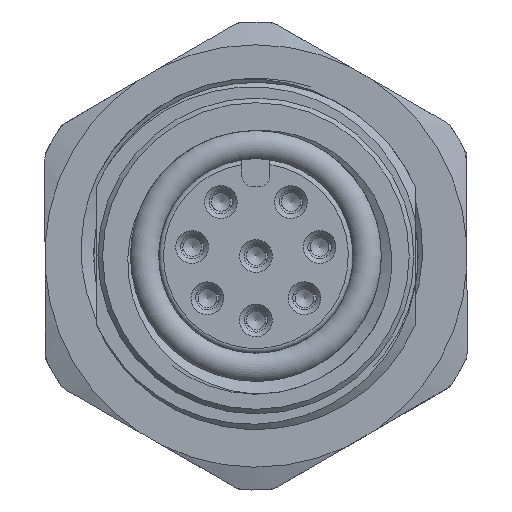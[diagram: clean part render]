
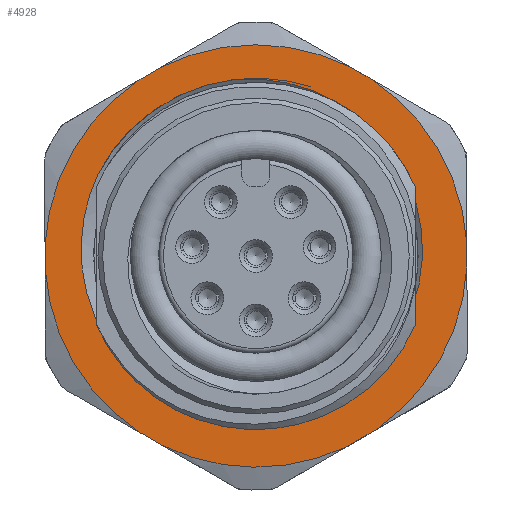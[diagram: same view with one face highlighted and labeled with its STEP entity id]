
A CAD part, front view. The second image highlights one B-rep face of the part: STEP entity #4928.
In plain terms, the highlighted face is planar.
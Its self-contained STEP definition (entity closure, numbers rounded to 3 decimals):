
#370=B_SPLINE_CURVE_WITH_KNOTS('',3,(#28845,#28846,#28847,#28848,#28849,
#28850,#28851),.UNSPECIFIED.,.F.,.F.,(4,1,1,1,4),(0.,0.004,
0.009,0.013,0.017),
 .UNSPECIFIED.);
#371=B_SPLINE_CURVE_WITH_KNOTS('',3,(#28855,#28856,#28857,#28858,#28859,
#28860,#28861),.UNSPECIFIED.,.F.,.F.,(4,1,1,1,4),(0.,
0.004,0.009,0.013,0.017),
 .UNSPECIFIED.);
#486=PLANE('',#5430);
#685=CIRCLE('',#5431,7.6);
#686=CIRCLE('',#5432,6.93);
#687=CIRCLE('',#5433,9.024);
#688=CIRCLE('',#5434,9.024);
#689=CIRCLE('',#5435,9.024);
#690=CIRCLE('',#5436,9.024);
#691=CIRCLE('',#5437,9.024);
#692=CIRCLE('',#5438,9.024);
#1643=ORIENTED_EDGE('',*,*,#2580,.T.);
#1644=ORIENTED_EDGE('',*,*,#2581,.T.);
#1645=ORIENTED_EDGE('',*,*,#2582,.T.);
#1646=ORIENTED_EDGE('',*,*,#2583,.T.);
#1647=ORIENTED_EDGE('',*,*,#2584,.F.);
#1648=ORIENTED_EDGE('',*,*,#2585,.T.);
#1649=ORIENTED_EDGE('',*,*,#2586,.F.);
#1650=ORIENTED_EDGE('',*,*,#2587,.T.);
#1651=ORIENTED_EDGE('',*,*,#2588,.F.);
#1652=ORIENTED_EDGE('',*,*,#2589,.T.);
#1653=ORIENTED_EDGE('',*,*,#2590,.F.);
#1654=ORIENTED_EDGE('',*,*,#2591,.T.);
#1655=ORIENTED_EDGE('',*,*,#2592,.F.);
#1656=ORIENTED_EDGE('',*,*,#2593,.T.);
#1657=ORIENTED_EDGE('',*,*,#2594,.F.);
#1658=ORIENTED_EDGE('',*,*,#2595,.T.);
#2580=EDGE_CURVE('',#3145,#3146,#685,.T.);
#2581=EDGE_CURVE('',#3146,#3147,#370,.T.);
#2582=EDGE_CURVE('',#3147,#3148,#686,.F.);
#2583=EDGE_CURVE('',#3148,#3145,#371,.T.);
#2584=EDGE_CURVE('',#3149,#3150,#687,.F.);
#2585=EDGE_CURVE('',#3149,#3151,#3440,.T.);
#2586=EDGE_CURVE('',#3152,#3151,#688,.F.);
#2587=EDGE_CURVE('',#3152,#3153,#3441,.T.);
#2588=EDGE_CURVE('',#3154,#3153,#689,.F.);
#2589=EDGE_CURVE('',#3154,#3155,#3442,.T.);
#2590=EDGE_CURVE('',#3156,#3155,#690,.F.);
#2591=EDGE_CURVE('',#3156,#3157,#3443,.T.);
#2592=EDGE_CURVE('',#3158,#3157,#691,.F.);
#2593=EDGE_CURVE('',#3158,#3159,#3444,.T.);
#2594=EDGE_CURVE('',#3160,#3159,#692,.F.);
#2595=EDGE_CURVE('',#3160,#3150,#3445,.T.);
#3145=VERTEX_POINT('',#28843);
#3146=VERTEX_POINT('',#28844);
#3147=VERTEX_POINT('',#28852);
#3148=VERTEX_POINT('',#28854);
#3149=VERTEX_POINT('',#28863);
#3150=VERTEX_POINT('',#28864);
#3151=VERTEX_POINT('',#28866);
#3152=VERTEX_POINT('',#28868);
#3153=VERTEX_POINT('',#28870);
#3154=VERTEX_POINT('',#28872);
#3155=VERTEX_POINT('',#28874);
#3156=VERTEX_POINT('',#28876);
#3157=VERTEX_POINT('',#28878);
#3158=VERTEX_POINT('',#28880);
#3159=VERTEX_POINT('',#28882);
#3160=VERTEX_POINT('',#28884);
#3440=LINE('',#28865,#3664);
#3441=LINE('',#28869,#3665);
#3442=LINE('',#28873,#3666);
#3443=LINE('',#28877,#3667);
#3444=LINE('',#28881,#3668);
#3445=LINE('',#28885,#3669);
#3664=VECTOR('',#6385,1000.);
#3665=VECTOR('',#6388,1000.);
#3666=VECTOR('',#6391,1000.);
#3667=VECTOR('',#6394,1000.);
#3668=VECTOR('',#6397,1000.);
#3669=VECTOR('',#6400,1000.);
#4045=EDGE_LOOP('',(#1643,#1644,#1645,#1646));
#4046=EDGE_LOOP('',(#1647,#1648,#1649,#1650,#1651,#1652,#1653,#1654,#1655,
#1656,#1657,#1658));
#4484=FACE_BOUND('',#4045,.T.);
#4485=FACE_BOUND('',#4046,.T.);
#4928=ADVANCED_FACE('',(#4484,#4485),#486,.T.);
#5430=AXIS2_PLACEMENT_3D('',#28841,#6377,#6378);
#5431=AXIS2_PLACEMENT_3D('',#28842,#6379,#6380);
#5432=AXIS2_PLACEMENT_3D('',#28853,#6381,#6382);
#5433=AXIS2_PLACEMENT_3D('',#28862,#6383,#6384);
#5434=AXIS2_PLACEMENT_3D('',#28867,#6386,#6387);
#5435=AXIS2_PLACEMENT_3D('',#28871,#6389,#6390);
#5436=AXIS2_PLACEMENT_3D('',#28875,#6392,#6393);
#5437=AXIS2_PLACEMENT_3D('',#28879,#6395,#6396);
#5438=AXIS2_PLACEMENT_3D('',#28883,#6398,#6399);
#6377=DIRECTION('',(1.,0.,0.));
#6378=DIRECTION('',(0.,0.,-1.));
#6379=DIRECTION('',(-1.,0.,0.));
#6380=DIRECTION('',(0.,1.,0.));
#6381=DIRECTION('',(1.,0.,0.));
#6382=DIRECTION('',(0.,0.,-1.));
#6383=DIRECTION('',(1.,0.,0.));
#6384=DIRECTION('',(0.,0.,-1.));
#6385=DIRECTION('',(0.,1.,0.));
#6386=DIRECTION('',(1.,0.,0.));
#6387=DIRECTION('',(0.,0.,-1.));
#6388=DIRECTION('',(0.,0.497,0.868));
#6389=DIRECTION('',(1.,0.,0.));
#6390=DIRECTION('',(0.,0.,-1.));
#6391=DIRECTION('',(0.,-0.497,0.868));
#6392=DIRECTION('',(1.,0.,0.));
#6393=DIRECTION('',(0.,0.,-1.));
#6394=DIRECTION('',(0.,-1.,0.));
#6395=DIRECTION('',(1.,0.,0.));
#6396=DIRECTION('',(0.,0.,-1.));
#6397=DIRECTION('',(0.,-0.498,-0.867));
#6398=DIRECTION('',(1.,0.,0.));
#6399=DIRECTION('',(0.,0.,-1.));
#6400=DIRECTION('',(0.,0.498,-0.867));
#28841=CARTESIAN_POINT('',(1.5,0.,0.));
#28842=CARTESIAN_POINT('',(1.5,0.,0.));
#28843=CARTESIAN_POINT('',(1.5,-4.081,6.411));
#28844=CARTESIAN_POINT('',(1.5,3.02,6.974));
#28845=CARTESIAN_POINT('',(1.5,3.02,6.974));
#28846=CARTESIAN_POINT('',(1.5,4.318,6.354));
#28847=CARTESIAN_POINT('',(1.5,6.523,4.378));
#28848=CARTESIAN_POINT('',(1.5,7.706,0.079));
#28849=CARTESIAN_POINT('',(1.5,6.285,-4.171));
#28850=CARTESIAN_POINT('',(1.5,3.917,-5.964));
#28851=CARTESIAN_POINT('',(1.5,2.558,-6.441));
#28852=CARTESIAN_POINT('',(1.5,2.558,-6.441));
#28853=CARTESIAN_POINT('',(1.5,0.,0.));
#28854=CARTESIAN_POINT('',(1.5,-1.511,-6.763));
#28855=CARTESIAN_POINT('',(1.5,-1.511,-6.763));
#28856=CARTESIAN_POINT('',(1.5,-2.927,-6.508));
#28857=CARTESIAN_POINT('',(1.5,-5.554,-5.103));
#28858=CARTESIAN_POINT('',(1.5,-7.621,-1.142));
#28859=CARTESIAN_POINT('',(1.5,-7.131,3.298));
#28860=CARTESIAN_POINT('',(1.5,-5.265,5.594));
#28861=CARTESIAN_POINT('',(1.5,-4.081,6.411));
#28862=CARTESIAN_POINT('',(1.5,0.,0.));
#28863=CARTESIAN_POINT('',(1.5,-0.764,-8.992));
#28864=CARTESIAN_POINT('',(1.5,-7.542,-4.955));
#28865=CARTESIAN_POINT('',(1.5,-4.376,-8.992));
#28866=CARTESIAN_POINT('',(1.5,0.764,-8.992));
#28867=CARTESIAN_POINT('',(1.5,0.,0.));
#28868=CARTESIAN_POINT('',(1.5,7.551,-4.941));
#28869=CARTESIAN_POINT('',(1.5,5.661,-8.243));
#28870=CARTESIAN_POINT('',(1.5,8.085,-4.008));
#28871=CARTESIAN_POINT('',(1.5,0.,0.));
#28872=CARTESIAN_POINT('',(1.5,8.085,4.008));
#28873=CARTESIAN_POINT('',(1.5,9.975,0.706));
#28874=CARTESIAN_POINT('',(1.5,7.551,4.941));
#28875=CARTESIAN_POINT('',(1.5,0.,0.));
#28876=CARTESIAN_POINT('',(1.5,0.537,9.008));
#28877=CARTESIAN_POINT('',(1.5,4.342,9.008));
#28878=CARTESIAN_POINT('',(1.5,-0.537,9.008));
#28879=CARTESIAN_POINT('',(1.5,0.,0.));
#28880=CARTESIAN_POINT('',(1.5,-7.542,4.955));
#28881=CARTESIAN_POINT('',(1.5,-5.646,8.254));
#28882=CARTESIAN_POINT('',(1.5,-8.078,4.024));
#28883=CARTESIAN_POINT('',(1.5,0.,0.));
#28884=CARTESIAN_POINT('',(1.5,-8.078,-4.024));
#28885=CARTESIAN_POINT('',(1.5,-9.974,-0.725));
